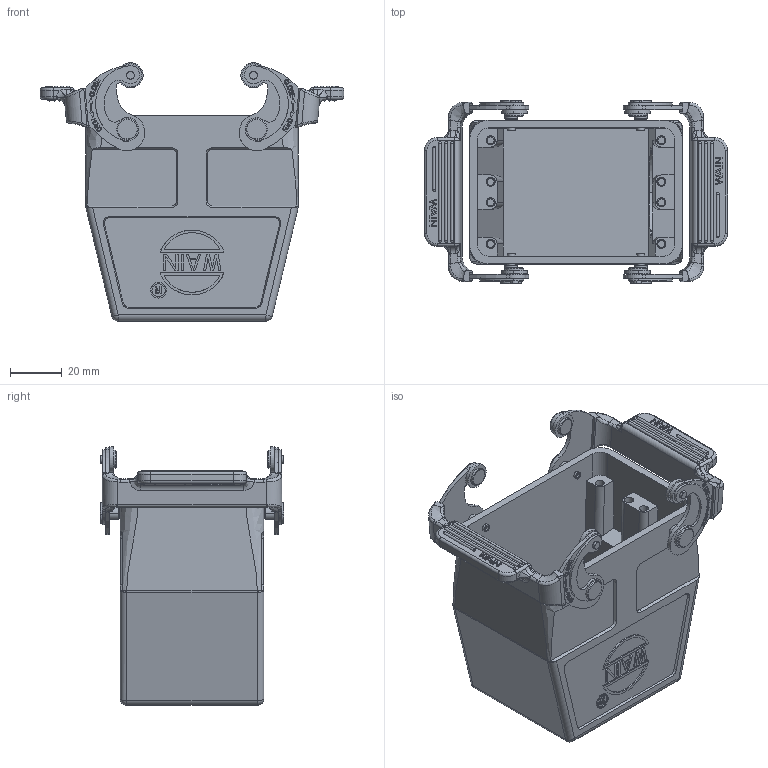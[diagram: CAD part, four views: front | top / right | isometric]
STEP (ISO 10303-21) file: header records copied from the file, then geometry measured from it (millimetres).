
FILE_DESCRIPTION(/* description */ (''),/* implementation_level */ '2;1');
FILE_NAME(/* name */ '3D_1100325415012_H32A-SEH-2L_SC-PG29_V1.1.stp',/* time_stamp */ '2023-12-18T14:28:15+08:00',/* author */ (''),/* organization */ (''),/* preprocessor_version */ 'ST-DEVELOPER v18.1',/* originating_system */ 'SIEMENS PLM Software NX 1980',/* authorisation */ '');
FILE_SCHEMA (('AUTOMOTIVE_DESIGN { 1 0 10303 214 3 1 1 1 }'));
Products named in the file (1): 3D_1100325415004_H32A-SEH-2L_SC-M32_V1.1_stp
Bounding box: 117.23 x 70.8 x 99.95 mm (x, y, z)
Volume: 97005.5 mm3; surface area: 60243.4 mm2
Topology: 1 solids, 1 shells, 1633 faces, 4410 edges, 2924 vertices
Faces by surface type: plane 814, cylinder 550, extrusion 78, bspline 62, cone 59, sphere 40, torus 30
Entity records: 58511 total; most frequent: CARTESIAN_POINT 19675, ORIENTED_EDGE 8738, DIRECTION 6916, EDGE_CURVE 4369, VERTEX_POINT 2924, AXIS2_PLACEMENT_3D 2386, VECTOR 2144, LINE 2066
